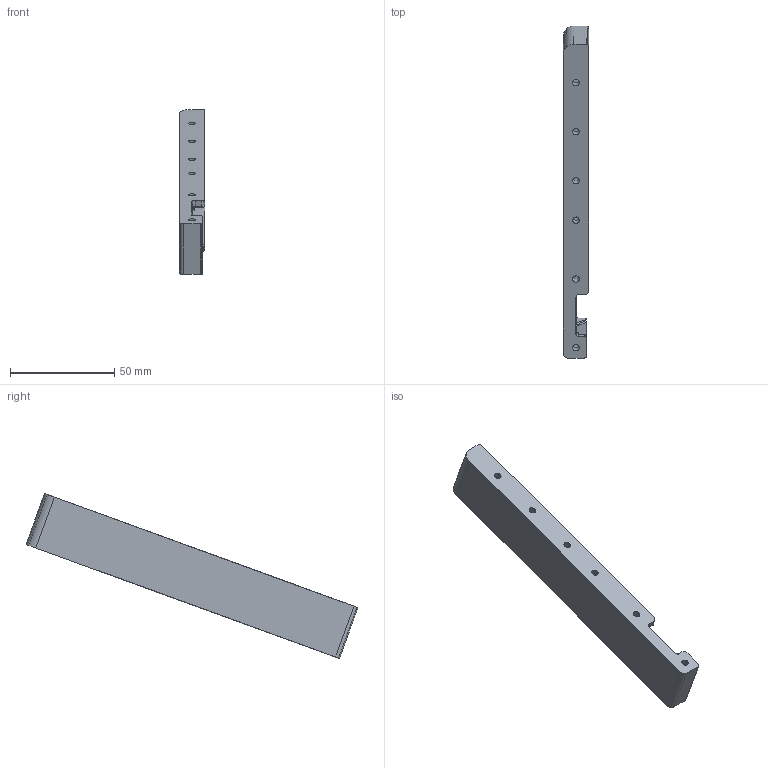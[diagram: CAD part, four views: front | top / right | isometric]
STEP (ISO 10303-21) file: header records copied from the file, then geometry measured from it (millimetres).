
FILE_DESCRIPTION(('STEP AP214'),'1');
FILE_NAME('Extension_left.stp','2022-10-22T12:27:49',(' '),(' '),'Spatial InterOp 3D',' ',' ');
FILE_SCHEMA(('AUTOMOTIVE_DESIGN { 1 0 10303 214 1 1 1 1 }'));
Length unit declared in the file: metre
Products named in the file (1): Extension_left
Bounding box: 12 x 158.93 x 78.96 mm (x, y, z)
Volume: 29068 mm3; surface area: 14647.4 mm2
Topology: 1 solids, 1 shells, 127 faces, 370 edges, 243 vertices
Faces by surface type: cylinder 97, plane 23, bspline 3, sphere 2, torus 2
Entity records: 6403 total; most frequent: CARTESIAN_POINT 2846, DIRECTION 786, ORIENTED_EDGE 736, EDGE_CURVE 368, AXIS2_PLACEMENT_3D 314, VERTEX_POINT 243, LINE 158, VECTOR 158
